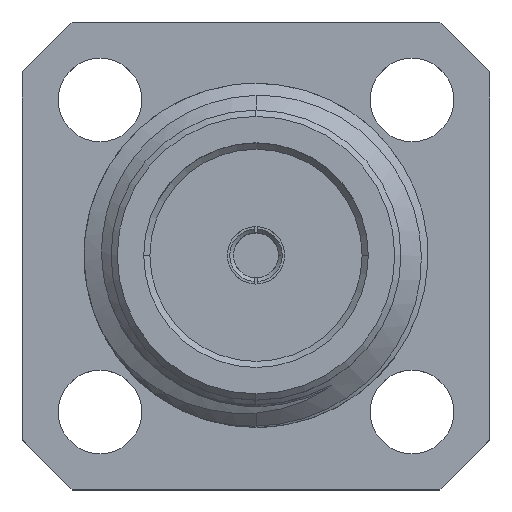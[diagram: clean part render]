
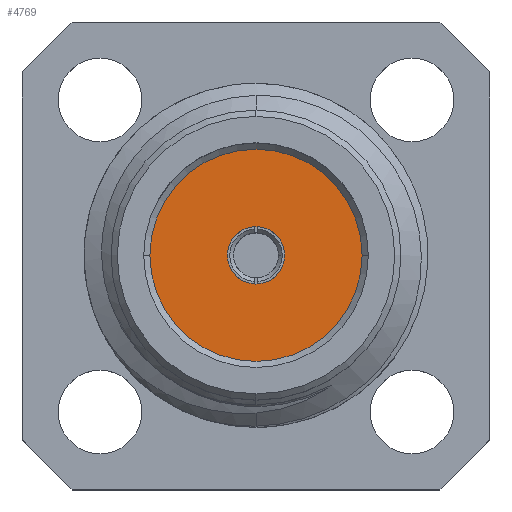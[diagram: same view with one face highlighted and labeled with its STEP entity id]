
A CAD part, top view. The second image highlights one B-rep face of the part: STEP entity #4769.
In plain terms, the highlighted planar face has unit normal (0, 0, 1).
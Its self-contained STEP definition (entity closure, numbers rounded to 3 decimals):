
#150 = AXIS2_PLACEMENT_3D ( 'NONE', #4049, #3263, #1344 ) ;
#331 = AXIS2_PLACEMENT_3D ( 'NONE', #3692, #2987, #1774 ) ;
#365 = CIRCLE ( 'NONE', #4890, 2.159 ) ;
#600 = FACE_BOUND ( 'NONE', #1944, .T. ) ;
#757 = DIRECTION ( 'NONE',  ( 0., 0., 1. ) ) ;
#776 = EDGE_CURVE ( 'NONE', #4548, #2409, #1712, .T. ) ;
#1227 = ORIENTED_EDGE ( 'NONE', *, *, #4526, .F. ) ;
#1252 = ORIENTED_EDGE ( 'NONE', *, *, #776, .T. ) ;
#1254 = CARTESIAN_POINT ( 'NONE',  ( 0.584, 0., 7.27 ) ) ;
#1256 = VERTEX_POINT ( 'NONE', #1254 ) ;
#1312 = DIRECTION ( 'NONE',  ( 0., 0., 1. ) ) ;
#1344 = DIRECTION ( 'NONE',  ( 1., 0., 0. ) ) ;
#1433 = PLANE ( 'NONE',  #331 ) ;
#1712 = CIRCLE ( 'NONE', #2245, 2.159 ) ;
#1774 = DIRECTION ( 'NONE',  ( 1., 0., 0. ) ) ;
#1820 = CARTESIAN_POINT ( 'NONE',  ( -2.159, 0., 7.27 ) ) ;
#1944 = EDGE_LOOP ( 'NONE', ( #1227, #4246 ) ) ;
#2088 = DIRECTION ( 'NONE',  ( 1., 0., 0. ) ) ;
#2101 = CARTESIAN_POINT ( 'NONE',  ( 0., 0., 7.27 ) ) ;
#2114 = CARTESIAN_POINT ( 'NONE',  ( -0.584, 0., 7.27 ) ) ;
#2119 = CARTESIAN_POINT ( 'NONE',  ( 0., 0., 7.27 ) ) ;
#2130 = CARTESIAN_POINT ( 'NONE',  ( 2.159, 0., 7.27 ) ) ;
#2245 = AXIS2_PLACEMENT_3D ( 'NONE', #2101, #3392, #3005 ) ;
#2260 = EDGE_LOOP ( 'NONE', ( #1252, #3123 ) ) ;
#2345 = VERTEX_POINT ( 'NONE', #2114 ) ;
#2409 = VERTEX_POINT ( 'NONE', #1820 ) ;
#2672 = CARTESIAN_POINT ( 'NONE',  ( 0., 0., 7.27 ) ) ;
#2987 = DIRECTION ( 'NONE',  ( 0., 0., 1. ) ) ;
#3005 = DIRECTION ( 'NONE',  ( 1., 0., 0. ) ) ;
#3123 = ORIENTED_EDGE ( 'NONE', *, *, #4629, .T. ) ;
#3263 = DIRECTION ( 'NONE',  ( 0., 0., 1. ) ) ;
#3392 = DIRECTION ( 'NONE',  ( 0., 0., 1. ) ) ;
#3453 = DIRECTION ( 'NONE',  ( 1., 0., 0. ) ) ;
#3671 = EDGE_CURVE ( 'NONE', #2345, #1256, #4445, .T. ) ;
#3692 = CARTESIAN_POINT ( 'NONE',  ( 0., 0., 7.27 ) ) ;
#4049 = CARTESIAN_POINT ( 'NONE',  ( 0., 0., 7.27 ) ) ;
#4142 = CIRCLE ( 'NONE', #150, 0.584 ) ;
#4244 = AXIS2_PLACEMENT_3D ( 'NONE', #2672, #757, #3453 ) ;
#4246 = ORIENTED_EDGE ( 'NONE', *, *, #3671, .F. ) ;
#4430 = FACE_OUTER_BOUND ( 'NONE', #2260, .T. ) ;
#4445 = CIRCLE ( 'NONE', #4244, 0.584 ) ;
#4526 = EDGE_CURVE ( 'NONE', #1256, #2345, #4142, .T. ) ;
#4548 = VERTEX_POINT ( 'NONE', #2130 ) ;
#4629 = EDGE_CURVE ( 'NONE', #2409, #4548, #365, .T. ) ;
#4769 = ADVANCED_FACE ( 'NONE', ( #600, #4430 ), #1433, .T. ) ;
#4890 = AXIS2_PLACEMENT_3D ( 'NONE', #2119, #1312, #2088 ) ;
